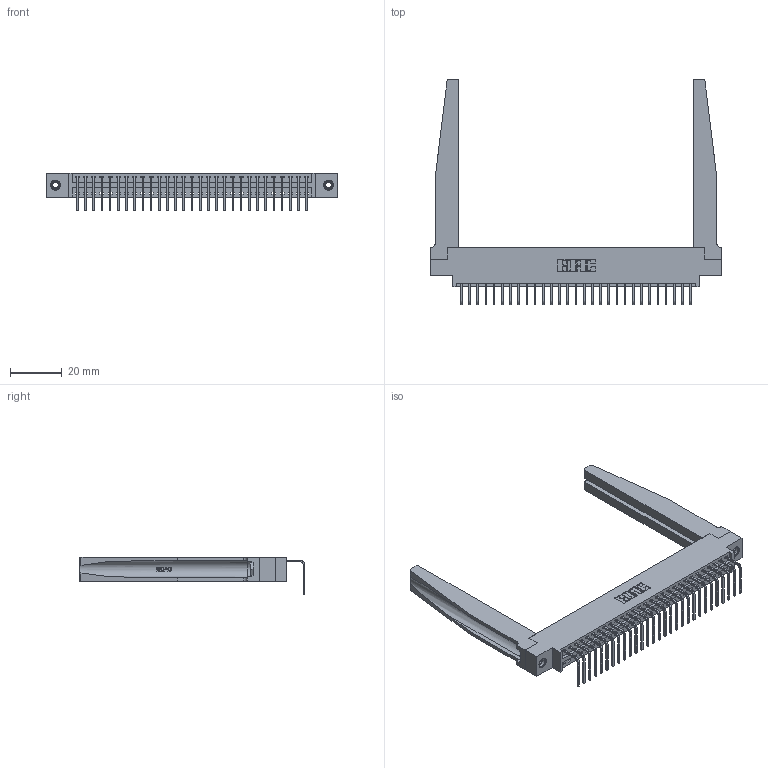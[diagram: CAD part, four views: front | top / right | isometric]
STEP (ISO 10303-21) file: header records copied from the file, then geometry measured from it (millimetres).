
FILE_DESCRIPTION (( 'STEP AP203' ), '1' );
FILE_NAME ('346-029-558-678.STEP', '2022-05-06T14:59:37', ( '' ), ( '' ), 'SwSTEP 2.0', 'SolidWorks 2020', '' );
FILE_SCHEMA (( 'CONFIG_CONTROL_DESIGN' ));
Length unit declared in the file: inch
Products named in the file (5): 346-220-078_345-220-078; 345-250-001_345-250-001-102; 346-029-558-678; 345-292-001_558 Tail - 2; 346 Part_0.170 Offset - 0.156 Dia-TH
Assembly tree (34 placements, depth 2):
  346-029-558-678
    346 Part_0.170 Offset - 0.156 Dia-TH
    345-292-001_558 Tail - 2  x29
    346-220-078_345-220-078  x2
    345-250-001_345-250-001-102  x2
Bounding box: 112.65 x 87.44 x 14.73 mm (x, y, z)
Volume: 17526.2 mm3; surface area: 20439.2 mm2
Topology: 34 solids, 34 shells, 2114 faces, 6263 edges, 4126 vertices
Faces by surface type: plane 1454, cylinder 608, bspline 36, cone 12, torus 4
Entity records: 25128 total; most frequent: CARTESIAN_POINT 5228, ORIENTED_EDGE 4078, DIRECTION 3611, EDGE_CURVE 2039, VECTOR 1697, LINE 1697, VERTEX_POINT 1352, AXIS2_PLACEMENT_3D 957
